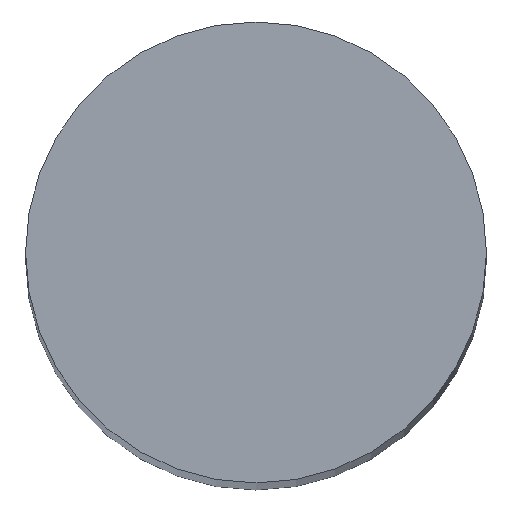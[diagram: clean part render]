
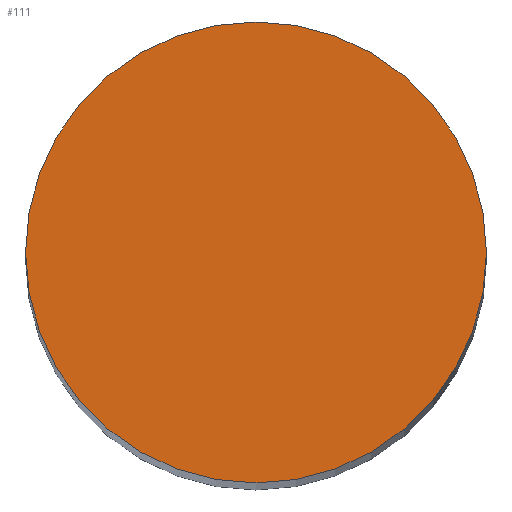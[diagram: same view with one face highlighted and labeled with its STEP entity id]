
A CAD part, top view. The second image highlights one B-rep face of the part: STEP entity #111.
In plain terms, the highlighted planar face has unit normal (0, 0, 1).
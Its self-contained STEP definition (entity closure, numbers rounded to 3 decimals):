
#3 = CARTESIAN_POINT ( 'NONE',  ( 0., 0., 0. ) ) ;
#13 = AXIS2_PLACEMENT_3D ( 'NONE', #56, #35, #45 ) ;
#17 = EDGE_LOOP ( 'NONE', ( #34, #105 ) ) ;
#23 = EDGE_CURVE ( 'NONE', #90, #65, #120, .T. ) ;
#24 = CIRCLE ( 'NONE', #55, 2.5 ) ;
#28 = CARTESIAN_POINT ( 'NONE',  ( 0., 0., 0. ) ) ;
#34 = ORIENTED_EDGE ( 'NONE', *, *, #110, .T. ) ;
#35 = DIRECTION ( 'NONE',  ( 0., 0., 1. ) ) ;
#42 = CARTESIAN_POINT ( 'NONE',  ( 2.5, 0., 0. ) ) ;
#45 = DIRECTION ( 'NONE',  ( 1., 0., 0. ) ) ;
#55 = AXIS2_PLACEMENT_3D ( 'NONE', #3, #70, #100 ) ;
#56 = CARTESIAN_POINT ( 'NONE',  ( 0., 0., 0. ) ) ;
#65 = VERTEX_POINT ( 'NONE', #78 ) ;
#70 = DIRECTION ( 'NONE',  ( 0., 0., 1. ) ) ;
#78 = CARTESIAN_POINT ( 'NONE',  ( -2.5, 0., 0. ) ) ;
#81 = DIRECTION ( 'NONE',  ( 0., 0., -1. ) ) ;
#84 = FACE_OUTER_BOUND ( 'NONE', #17, .T. ) ;
#85 = PLANE ( 'NONE',  #99 ) ;
#90 = VERTEX_POINT ( 'NONE', #42 ) ;
#99 = AXIS2_PLACEMENT_3D ( 'NONE', #28, #81, #118 ) ;
#100 = DIRECTION ( 'NONE',  ( 1., 0., 0. ) ) ;
#105 = ORIENTED_EDGE ( 'NONE', *, *, #23, .T. ) ;
#110 = EDGE_CURVE ( 'NONE', #65, #90, #24, .T. ) ;
#111 = ADVANCED_FACE ( 'NONE', ( #84 ), #85, .F. ) ;
#118 = DIRECTION ( 'NONE',  ( 1., 0., 0. ) ) ;
#120 = CIRCLE ( 'NONE', #13, 2.5 ) ;
